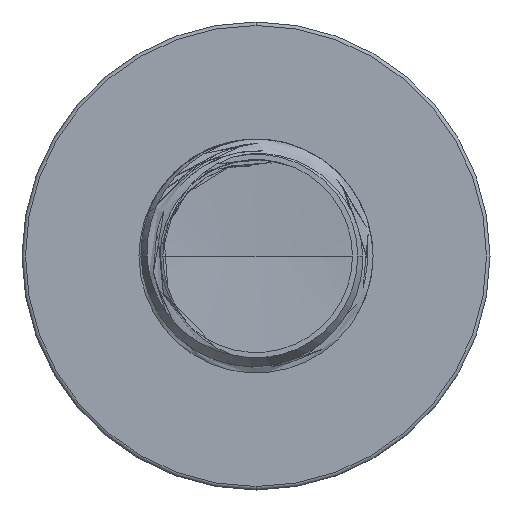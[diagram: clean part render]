
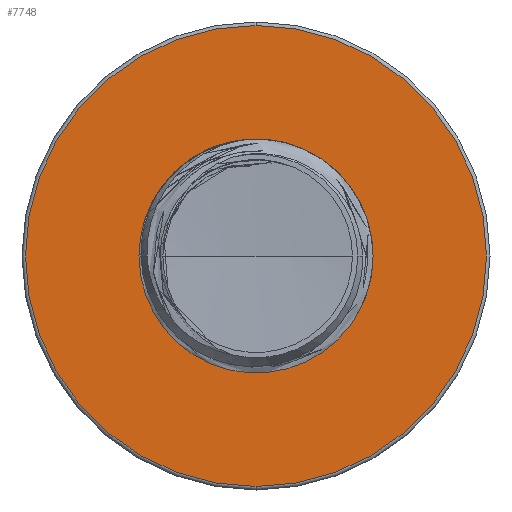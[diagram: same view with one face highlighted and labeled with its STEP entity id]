
A CAD part, front view. The second image highlights one B-rep face of the part: STEP entity #7748.
In plain terms, the highlighted planar face has unit normal (0, -1, 0).
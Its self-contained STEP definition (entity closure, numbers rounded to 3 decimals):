
#954 = CARTESIAN_POINT ( 'NONE',  ( 0., 20., 0. ) ) ;
#3248 = CARTESIAN_POINT ( 'NONE',  ( 0., 20., -5.91 ) ) ;
#4321 = DIRECTION ( 'NONE',  ( 0., 0., -1. ) ) ;
#5316 = AXIS2_PLACEMENT_3D ( 'NONE', #34328, #33795, #33764 ) ;
#5376 = ORIENTED_EDGE ( 'NONE', *, *, #15102, .T. ) ;
#5580 = DIRECTION ( 'NONE',  ( 0., -1., 0. ) ) ;
#7748 = ADVANCED_FACE ( 'NONE', ( #32903, #25095 ), #35035, .T. ) ;
#8412 = CIRCLE ( 'NONE', #37914, 2.923 ) ;
#8946 = ORIENTED_EDGE ( 'NONE', *, *, #27471, .F. ) ;
#9604 = CARTESIAN_POINT ( 'NONE',  ( 0., 20., 2.923 ) ) ;
#9937 = CIRCLE ( 'NONE', #10094, 5.91 ) ;
#10094 = AXIS2_PLACEMENT_3D ( 'NONE', #13799, #37074, #17096 ) ;
#10868 = CIRCLE ( 'NONE', #32087, 5.91 ) ;
#12266 = CIRCLE ( 'NONE', #36691, 2.923 ) ;
#13799 = CARTESIAN_POINT ( 'NONE',  ( 0., 20., 0. ) ) ;
#15102 = EDGE_CURVE ( 'NONE', #35831, #28431, #10868, .T. ) ;
#17096 = DIRECTION ( 'NONE',  ( 0., 0., -1. ) ) ;
#17554 = EDGE_CURVE ( 'NONE', #27957, #29684, #12266, .T. ) ;
#18156 = DIRECTION ( 'NONE',  ( 0., -1., 0. ) ) ;
#21204 = CARTESIAN_POINT ( 'NONE',  ( 0., 20., 5.91 ) ) ;
#24341 = DIRECTION ( 'NONE',  ( 0., -1., 0. ) ) ;
#24742 = EDGE_LOOP ( 'NONE', ( #5376, #26441 ) ) ;
#25095 = FACE_BOUND ( 'NONE', #31251, .T. ) ;
#25608 = CARTESIAN_POINT ( 'NONE',  ( 0., 20., 0. ) ) ;
#26441 = ORIENTED_EDGE ( 'NONE', *, *, #28180, .T. ) ;
#27471 = EDGE_CURVE ( 'NONE', #29684, #27957, #8412, .T. ) ;
#27957 = VERTEX_POINT ( 'NONE', #9604 ) ;
#28180 = EDGE_CURVE ( 'NONE', #28431, #35831, #9937, .T. ) ;
#28431 = VERTEX_POINT ( 'NONE', #21204 ) ;
#28992 = DIRECTION ( 'NONE',  ( 0., 0., -1. ) ) ;
#29502 = ORIENTED_EDGE ( 'NONE', *, *, #17554, .F. ) ;
#29684 = VERTEX_POINT ( 'NONE', #34928 ) ;
#31251 = EDGE_LOOP ( 'NONE', ( #8946, #29502 ) ) ;
#32087 = AXIS2_PLACEMENT_3D ( 'NONE', #38117, #18156, #41346 ) ;
#32903 = FACE_OUTER_BOUND ( 'NONE', #24742, .T. ) ;
#33764 = DIRECTION ( 'NONE',  ( 0., 0., -1. ) ) ;
#33795 = DIRECTION ( 'NONE',  ( 0., -1., 0. ) ) ;
#34328 = CARTESIAN_POINT ( 'NONE',  ( 0., 20., 2.923 ) ) ;
#34928 = CARTESIAN_POINT ( 'NONE',  ( 0., 20., -2.923 ) ) ;
#35035 = PLANE ( 'NONE',  #5316 ) ;
#35831 = VERTEX_POINT ( 'NONE', #3248 ) ;
#36691 = AXIS2_PLACEMENT_3D ( 'NONE', #954, #24341, #4321 ) ;
#37074 = DIRECTION ( 'NONE',  ( 0., -1., 0. ) ) ;
#37914 = AXIS2_PLACEMENT_3D ( 'NONE', #25608, #5580, #28992 ) ;
#38117 = CARTESIAN_POINT ( 'NONE',  ( 0., 20., 0. ) ) ;
#41346 = DIRECTION ( 'NONE',  ( 0., 0., -1. ) ) ;
